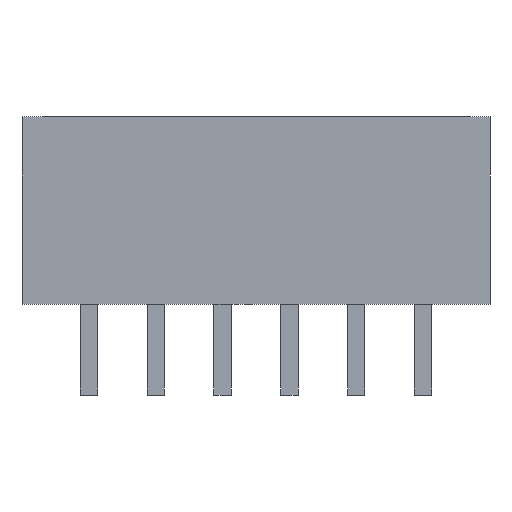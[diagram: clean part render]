
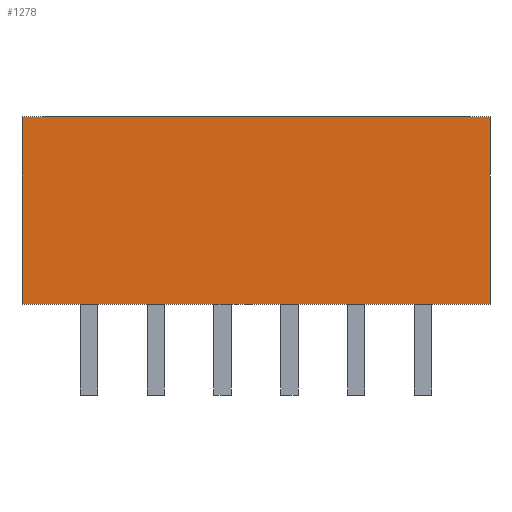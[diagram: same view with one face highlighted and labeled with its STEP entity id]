
A CAD part, front view. The second image highlights one B-rep face of the part: STEP entity #1278.
In plain terms, the highlighted planar face has unit normal (0, -1, 0).
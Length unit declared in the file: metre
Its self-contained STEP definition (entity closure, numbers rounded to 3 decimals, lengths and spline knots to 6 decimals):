
#28=ORIENTED_EDGE('',*,*,#362,.T.);
#29=ORIENTED_EDGE('',*,*,#363,.F.);
#30=ORIENTED_EDGE('',*,*,#364,.F.);
#31=ORIENTED_EDGE('',*,*,#359,.T.);
#359=EDGE_CURVE('',#526,#524,#639,.T.);
#362=EDGE_CURVE('',#524,#528,#642,.T.);
#363=EDGE_CURVE('',#529,#528,#643,.T.);
#364=EDGE_CURVE('',#526,#529,#644,.T.);
#524=VERTEX_POINT('',#2186);
#526=VERTEX_POINT('',#2189);
#528=VERTEX_POINT('',#2195);
#529=VERTEX_POINT('',#2197);
#639=LINE('',#2188,#807);
#642=LINE('',#2194,#810);
#643=LINE('',#2196,#811);
#644=LINE('',#2198,#812);
#807=VECTOR('',#1871,1.);
#810=VECTOR('',#1876,1.);
#811=VECTOR('',#1877,1.);
#812=VECTOR('',#1878,1.);
#968=EDGE_LOOP('',(#28,#29,#30,#31));
#1052=FACE_BOUND('',#968,.T.);
#1136=PLANE('',#1783);
#1278=ADVANCED_FACE('',(#1052),#1136,.F.);
#1783=AXIS2_PLACEMENT_3D('',#2193,#1874,#1875);
#1871=DIRECTION('',(0.,0.,-1.));
#1874=DIRECTION('',(0.,1.,0.));
#1875=DIRECTION('',(-1.,0.,0.));
#1876=DIRECTION('',(1.,0.,0.));
#1877=DIRECTION('',(0.,0.,-1.));
#1878=DIRECTION('',(1.,0.,0.));
#2186=CARTESIAN_POINT('',(-0.00875,-0.0023,0.));
#2188=CARTESIAN_POINT('',(-0.00875,-0.0023,0.007));
#2189=CARTESIAN_POINT('',(-0.00875,-0.0023,0.007));
#2193=CARTESIAN_POINT('',(0.,-0.0023,0.007));
#2194=CARTESIAN_POINT('',(0.,-0.0023,0.));
#2195=CARTESIAN_POINT('',(0.00875,-0.0023,0.));
#2196=CARTESIAN_POINT('',(0.00875,-0.0023,0.007));
#2197=CARTESIAN_POINT('',(0.00875,-0.0023,0.007));
#2198=CARTESIAN_POINT('',(0.,-0.0023,0.007));
